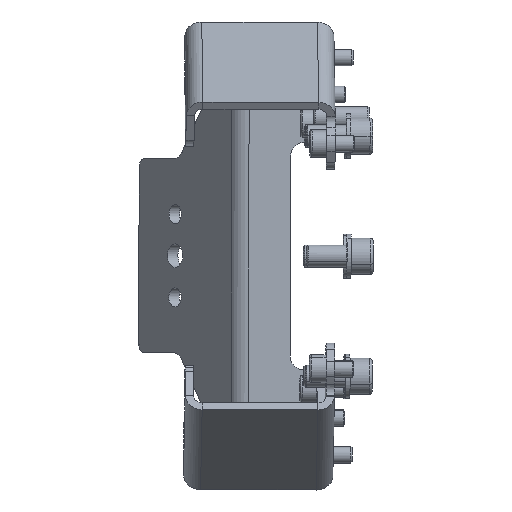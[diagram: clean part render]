
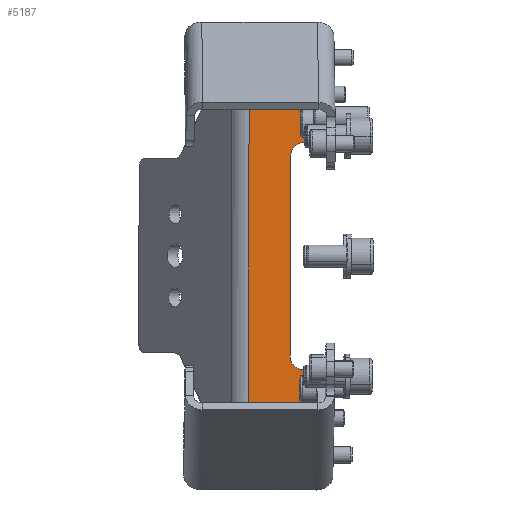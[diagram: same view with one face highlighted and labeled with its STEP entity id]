
A CAD part, front view. The second image highlights one B-rep face of the part: STEP entity #5187.
In plain terms, the highlighted planar face has unit normal (0.012, -1, 0).
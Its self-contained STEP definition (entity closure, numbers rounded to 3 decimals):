
#59 = ORIENTED_EDGE ( 'NONE', *, *, #10913, .T. ) ;
#417 = LINE ( 'NONE', #11606, #2997 ) ;
#558 = EDGE_CURVE ( 'NONE', #11013, #2421, #12446, .T. ) ;
#564 = VECTOR ( 'NONE', #5065, 1000. ) ;
#748 = CARTESIAN_POINT ( 'NONE',  ( 1325.45, 86.817, 1744.734 ) ) ;
#916 = EDGE_LOOP ( 'NONE', ( #2471, #4632, #9197, #59, #4460, #4793, #7829, #2160, #5693, #1726 ) ) ;
#945 = VERTEX_POINT ( 'NONE', #9453 ) ;
#985 = VERTEX_POINT ( 'NONE', #5619 ) ;
#1029 = AXIS2_PLACEMENT_3D ( 'NONE', #5262, #10186, #4360 ) ;
#1415 = CARTESIAN_POINT ( 'NONE',  ( 1324.454, 86.803, 1850.737 ) ) ;
#1420 = PLANE ( 'NONE',  #1029 ) ;
#1461 = DIRECTION ( 'NONE',  ( -0.012, 1., 0. ) ) ;
#1714 = CARTESIAN_POINT ( 'NONE',  ( 1319.441, 86.745, 1845.75 ) ) ;
#1726 = ORIENTED_EDGE ( 'NONE', *, *, #6851, .T. ) ;
#2160 = ORIENTED_EDGE ( 'NONE', *, *, #9138, .T. ) ;
#2421 = VERTEX_POINT ( 'NONE', #11658 ) ;
#2471 = ORIENTED_EDGE ( 'NONE', *, *, #10516, .T. ) ;
#2860 = CARTESIAN_POINT ( 'NONE',  ( 1325.785, 86.818, 1874.734 ) ) ;
#2997 = VECTOR ( 'NONE', #4792, 1000. ) ;
#3064 = DIRECTION ( 'NONE',  ( 0.003, 0., 1. ) ) ;
#3447 = LINE ( 'NONE', #11874, #564 ) ;
#3573 = LINE ( 'NONE', #4195, #3875 ) ;
#3875 = VECTOR ( 'NONE', #12003, 1000. ) ;
#4008 = VECTOR ( 'NONE', #4296, 1000. ) ;
#4065 = DIRECTION ( 'NONE',  ( -0.012, 1., 0. ) ) ;
#4195 = CARTESIAN_POINT ( 'NONE',  ( 1328.45, 86.852, 1744.727 ) ) ;
#4296 = DIRECTION ( 'NONE',  ( 0.003, 0., 1. ) ) ;
#4303 = VERTEX_POINT ( 'NONE', #9948 ) ;
#4360 = DIRECTION ( 'NONE',  ( 1., 0.012, -0.003 ) ) ;
#4460 = ORIENTED_EDGE ( 'NONE', *, *, #558, .T. ) ;
#4478 = AXIS2_PLACEMENT_3D ( 'NONE', #7295, #1461, #8269 ) ;
#4509 = LINE ( 'NONE', #748, #6466 ) ;
#4632 = ORIENTED_EDGE ( 'NONE', *, *, #7030, .T. ) ;
#4730 = AXIS2_PLACEMENT_3D ( 'NONE', #9897, #4065, #10880 ) ;
#4792 = DIRECTION ( 'NONE',  ( 0.003, 0., 1. ) ) ;
#4793 = ORIENTED_EDGE ( 'NONE', *, *, #6310, .F. ) ;
#5065 = DIRECTION ( 'NONE',  ( 1., 0.012, -0.003 ) ) ;
#5187 = ADVANCED_FACE ( 'NONE', ( #11579 ), #1420, .F. ) ;
#5262 = CARTESIAN_POINT ( 'NONE',  ( 1328.45, 86.852, 1744.727 ) ) ;
#5274 = LINE ( 'NONE', #5662, #10447 ) ;
#5468 = CARTESIAN_POINT ( 'NONE',  ( 1325.512, 86.817, 1768.734 ) ) ;
#5619 = CARTESIAN_POINT ( 'NONE',  ( 1325.723, 86.818, 1850.734 ) ) ;
#5648 = DIRECTION ( 'NONE',  ( -1., -0.012, 0.003 ) ) ;
#5662 = CARTESIAN_POINT ( 'NONE',  ( 1328.512, 86.852, 1768.727 ) ) ;
#5693 = ORIENTED_EDGE ( 'NONE', *, *, #7629, .T. ) ;
#5763 = CIRCLE ( 'NONE', #4730, 5. ) ;
#5786 = CARTESIAN_POINT ( 'NONE',  ( 1325.45, 86.817, 1744.734 ) ) ;
#5912 = CARTESIAN_POINT ( 'NONE',  ( 1304.182, 86.568, 1744.789 ) ) ;
#6222 = CARTESIAN_POINT ( 'NONE',  ( 1304.182, 86.568, 1744.789 ) ) ;
#6310 = EDGE_CURVE ( 'NONE', #7010, #2421, #9402, .T. ) ;
#6466 = VECTOR ( 'NONE', #10429, 1000. ) ;
#6490 = VECTOR ( 'NONE', #3064, 1000. ) ;
#6709 = VERTEX_POINT ( 'NONE', #5786 ) ;
#6851 = EDGE_CURVE ( 'NONE', #4303, #945, #5763, .T. ) ;
#7010 = VERTEX_POINT ( 'NONE', #6222 ) ;
#7030 = EDGE_CURVE ( 'NONE', #7205, #10273, #11693, .T. ) ;
#7205 = VERTEX_POINT ( 'NONE', #1714 ) ;
#7295 = CARTESIAN_POINT ( 'NONE',  ( 1324.441, 86.803, 1845.737 ) ) ;
#7629 = EDGE_CURVE ( 'NONE', #8687, #4303, #5274, .T. ) ;
#7829 = ORIENTED_EDGE ( 'NONE', *, *, #11833, .F. ) ;
#7850 = EDGE_CURVE ( 'NONE', #10273, #985, #3447, .T. ) ;
#8177 = CARTESIAN_POINT ( 'NONE',  ( 1325.45, 86.817, 1744.734 ) ) ;
#8269 = DIRECTION ( 'NONE',  ( 1., 0.012, -0.003 ) ) ;
#8687 = VERTEX_POINT ( 'NONE', #5468 ) ;
#8886 = LINE ( 'NONE', #8177, #4008 ) ;
#9138 = EDGE_CURVE ( 'NONE', #6709, #8687, #8886, .T. ) ;
#9197 = ORIENTED_EDGE ( 'NONE', *, *, #7850, .T. ) ;
#9402 = LINE ( 'NONE', #5912, #6490 ) ;
#9453 = CARTESIAN_POINT ( 'NONE',  ( 1319.256, 86.744, 1773.751 ) ) ;
#9845 = VECTOR ( 'NONE', #5648, 1000. ) ;
#9897 = CARTESIAN_POINT ( 'NONE',  ( 1324.255, 86.802, 1773.738 ) ) ;
#9947 = CARTESIAN_POINT ( 'NONE',  ( 1328.785, 86.853, 1874.726 ) ) ;
#9948 = CARTESIAN_POINT ( 'NONE',  ( 1324.242, 86.802, 1768.738 ) ) ;
#10186 = DIRECTION ( 'NONE',  ( -0.012, 1., 0. ) ) ;
#10273 = VERTEX_POINT ( 'NONE', #1415 ) ;
#10429 = DIRECTION ( 'NONE',  ( 0.003, 0., 1. ) ) ;
#10447 = VECTOR ( 'NONE', #11503, 1000. ) ;
#10516 = EDGE_CURVE ( 'NONE', #945, #7205, #417, .T. ) ;
#10880 = DIRECTION ( 'NONE',  ( 1., 0.012, -0.003 ) ) ;
#10913 = EDGE_CURVE ( 'NONE', #985, #11013, #4509, .T. ) ;
#11013 = VERTEX_POINT ( 'NONE', #2860 ) ;
#11503 = DIRECTION ( 'NONE',  ( -1., -0.012, 0.003 ) ) ;
#11579 = FACE_OUTER_BOUND ( 'NONE', #916, .T. ) ;
#11606 = CARTESIAN_POINT ( 'NONE',  ( 1319.181, 86.744, 1744.751 ) ) ;
#11658 = CARTESIAN_POINT ( 'NONE',  ( 1304.517, 86.57, 1874.789 ) ) ;
#11693 = CIRCLE ( 'NONE', #4478, 5. ) ;
#11833 = EDGE_CURVE ( 'NONE', #6709, #7010, #3573, .T. ) ;
#11874 = CARTESIAN_POINT ( 'NONE',  ( 1328.723, 86.853, 1850.726 ) ) ;
#12003 = DIRECTION ( 'NONE',  ( -1., -0.012, 0.003 ) ) ;
#12446 = LINE ( 'NONE', #9947, #9845 ) ;
